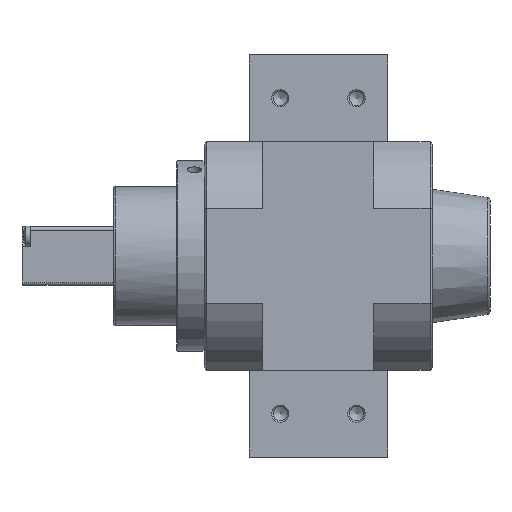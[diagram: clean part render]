
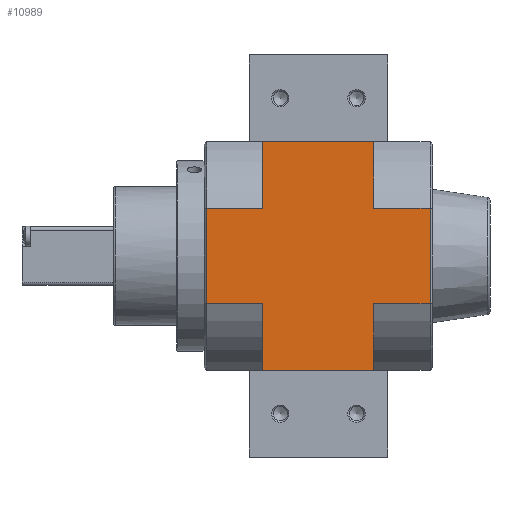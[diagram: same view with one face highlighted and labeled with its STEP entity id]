
A CAD part, left-side view. The second image highlights one B-rep face of the part: STEP entity #10989.
In plain terms, the highlighted face is planar.
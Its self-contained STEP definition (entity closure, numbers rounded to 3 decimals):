
#282=LINE('',#15769,#912);
#287=LINE('',#15785,#917);
#295=LINE('',#15800,#925);
#296=LINE('',#15803,#926);
#297=LINE('',#15805,#927);
#298=LINE('',#15806,#928);
#299=LINE('',#15808,#929);
#300=LINE('',#15810,#930);
#301=LINE('',#15812,#931);
#302=LINE('',#15814,#932);
#303=LINE('',#15815,#933);
#304=LINE('',#15817,#934);
#912=VECTOR('',#13031,1000.);
#917=VECTOR('',#13044,1000.);
#925=VECTOR('',#13054,1000.);
#926=VECTOR('',#13055,1000.);
#927=VECTOR('',#13056,1000.);
#928=VECTOR('',#13057,1000.);
#929=VECTOR('',#13058,1000.);
#930=VECTOR('',#13059,1000.);
#931=VECTOR('',#13060,1000.);
#932=VECTOR('',#13061,1000.);
#933=VECTOR('',#13062,1000.);
#934=VECTOR('',#13063,1000.);
#1461=PLANE('',#11722);
#2178=ORIENTED_EDGE('',*,*,#4344,.T.);
#2179=ORIENTED_EDGE('',*,*,#4345,.F.);
#2180=ORIENTED_EDGE('',*,*,#4346,.T.);
#2181=ORIENTED_EDGE('',*,*,#4328,.T.);
#2182=ORIENTED_EDGE('',*,*,#4347,.F.);
#2183=ORIENTED_EDGE('',*,*,#4348,.F.);
#2184=ORIENTED_EDGE('',*,*,#4349,.F.);
#2185=ORIENTED_EDGE('',*,*,#4350,.F.);
#2186=ORIENTED_EDGE('',*,*,#4351,.F.);
#2187=ORIENTED_EDGE('',*,*,#4336,.T.);
#2188=ORIENTED_EDGE('',*,*,#4352,.T.);
#2189=ORIENTED_EDGE('',*,*,#4353,.F.);
#4328=EDGE_CURVE('',#5392,#5391,#282,.T.);
#4336=EDGE_CURVE('',#5399,#5398,#287,.T.);
#4344=EDGE_CURVE('',#5405,#5406,#295,.T.);
#4345=EDGE_CURVE('',#5407,#5406,#296,.F.);
#4346=EDGE_CURVE('',#5407,#5392,#297,.T.);
#4347=EDGE_CURVE('',#5408,#5391,#298,.T.);
#4348=EDGE_CURVE('',#5409,#5408,#299,.F.);
#4349=EDGE_CURVE('',#5410,#5409,#300,.T.);
#4350=EDGE_CURVE('',#5411,#5410,#301,.T.);
#4351=EDGE_CURVE('',#5399,#5411,#302,.T.);
#4352=EDGE_CURVE('',#5398,#5412,#303,.T.);
#4353=EDGE_CURVE('',#5405,#5412,#304,.T.);
#5391=VERTEX_POINT('',#15768);
#5392=VERTEX_POINT('',#15770);
#5398=VERTEX_POINT('',#15784);
#5399=VERTEX_POINT('',#15786);
#5405=VERTEX_POINT('',#15801);
#5406=VERTEX_POINT('',#15802);
#5407=VERTEX_POINT('',#15804);
#5408=VERTEX_POINT('',#15807);
#5409=VERTEX_POINT('',#15809);
#5410=VERTEX_POINT('',#15811);
#5411=VERTEX_POINT('',#15813);
#5412=VERTEX_POINT('',#15816);
#6398=EDGE_LOOP('',(#2178,#2179,#2180,#2181,#2182,#2183,#2184,#2185,#2186,
#2187,#2188,#2189));
#7120=FACE_BOUND('',#6398,.T.);
#10989=ADVANCED_FACE('',(#7120),#1461,.T.);
#11722=AXIS2_PLACEMENT_3D('',#15799,#13052,#13053);
#13031=DIRECTION('',(0.,-1.,0.));
#13044=DIRECTION('',(0.,1.,0.));
#13052=DIRECTION('',(0.,0.,1.));
#13053=DIRECTION('',(1.,0.,0.));
#13054=DIRECTION('',(-1.,0.,0.));
#13055=DIRECTION('',(0.,-1.,0.));
#13056=DIRECTION('',(-1.,0.,0.));
#13057=DIRECTION('',(-1.,0.,0.));
#13058=DIRECTION('',(0.,-1.,0.));
#13059=DIRECTION('',(-1.,0.,0.));
#13060=DIRECTION('',(0.,-1.,0.));
#13061=DIRECTION('',(-1.,0.,0.));
#13062=DIRECTION('',(-1.,0.,0.));
#13063=DIRECTION('',(0.,-1.,0.));
#15768=CARTESIAN_POINT('',(-33.,-16.,33.));
#15769=CARTESIAN_POINT('',(-33.,32.2,33.));
#15770=CARTESIAN_POINT('',(-33.,16.,33.));
#15784=CARTESIAN_POINT('',(33.,16.,33.));
#15785=CARTESIAN_POINT('',(33.,-32.2,33.));
#15786=CARTESIAN_POINT('',(33.,-16.,33.));
#15799=CARTESIAN_POINT('',(0.,0.,33.));
#15800=CARTESIAN_POINT('',(33.,32.2,33.));
#15801=CARTESIAN_POINT('',(13.75,32.2,33.));
#15802=CARTESIAN_POINT('',(-13.75,32.2,33.));
#15803=CARTESIAN_POINT('',(-13.75,50.,33.));
#15804=CARTESIAN_POINT('',(-13.75,16.,33.));
#15805=CARTESIAN_POINT('',(0.,16.,33.));
#15806=CARTESIAN_POINT('',(0.,-16.,33.));
#15807=CARTESIAN_POINT('',(-13.75,-16.,33.));
#15808=CARTESIAN_POINT('',(-13.75,-16.,33.));
#15809=CARTESIAN_POINT('',(-13.75,-32.2,33.));
#15810=CARTESIAN_POINT('',(33.,-32.2,33.));
#15811=CARTESIAN_POINT('',(13.75,-32.2,33.));
#15812=CARTESIAN_POINT('',(13.75,-16.,33.));
#15813=CARTESIAN_POINT('',(13.75,-16.,33.));
#15814=CARTESIAN_POINT('',(0.,-16.,33.));
#15815=CARTESIAN_POINT('',(0.,16.,33.));
#15816=CARTESIAN_POINT('',(13.75,16.,33.));
#15817=CARTESIAN_POINT('',(13.75,50.,33.));
